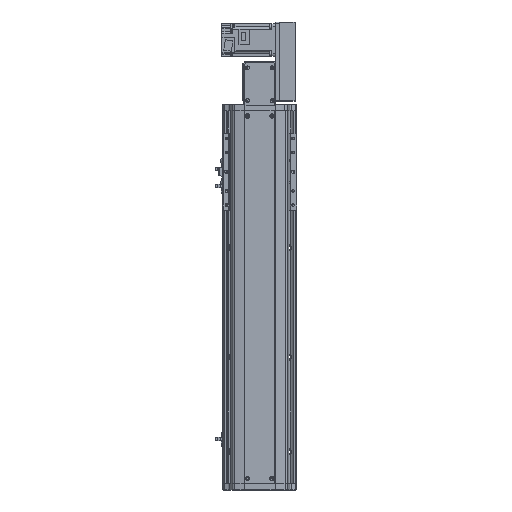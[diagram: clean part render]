
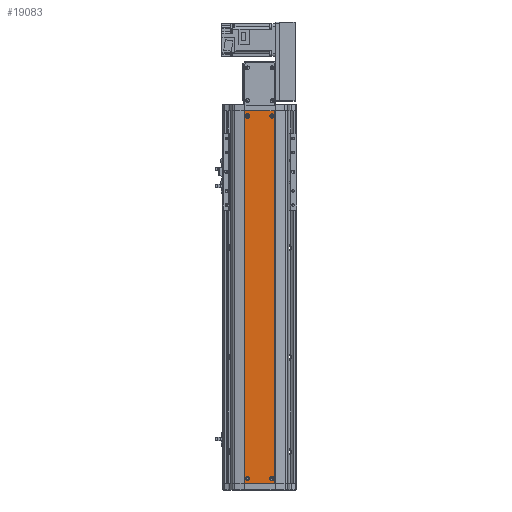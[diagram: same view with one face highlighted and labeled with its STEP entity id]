
A CAD part, top view. The second image highlights one B-rep face of the part: STEP entity #19083.
In plain terms, the highlighted face is planar.
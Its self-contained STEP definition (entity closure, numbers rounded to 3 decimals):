
#286 = CARTESIAN_POINT ( 'NONE',  ( 22.5, 86., 10. ) ) ;
#435 = CARTESIAN_POINT ( 'NONE',  ( 0., 86., 683. ) ) ;
#475 = CIRCLE ( 'NONE', #30463, 4. ) ;
#726 = DIRECTION ( 'NONE',  ( 0., 0., -1. ) ) ;
#1082 = EDGE_CURVE ( 'NONE', #6855, #11299, #25691, .T. ) ;
#2398 = AXIS2_PLACEMENT_3D ( 'NONE', #435, #22169, #3580 ) ;
#3243 = FACE_BOUND ( 'NONE', #35952, .T. ) ;
#3429 = DIRECTION ( 'NONE',  ( 0., 0., -1. ) ) ;
#3580 = DIRECTION ( 'NONE',  ( 0., 0., -1. ) ) ;
#5454 = EDGE_CURVE ( 'NONE', #39841, #20410, #38011, .T. ) ;
#5718 = DIRECTION ( 'NONE',  ( 0., -1., 0. ) ) ;
#5762 = CARTESIAN_POINT ( 'NONE',  ( -22.5, 86., 10. ) ) ;
#6438 = CARTESIAN_POINT ( 'NONE',  ( 22.5, 86., 10. ) ) ;
#6597 = DIRECTION ( 'NONE',  ( 0., -1., 0. ) ) ;
#6730 = ORIENTED_EDGE ( 'NONE', *, *, #22820, .T. ) ;
#6795 = EDGE_CURVE ( 'NONE', #11299, #6855, #31600, .T. ) ;
#6855 = VERTEX_POINT ( 'NONE', #12674 ) ;
#7651 = CIRCLE ( 'NONE', #29848, 4. ) ;
#8882 = DIRECTION ( 'NONE',  ( 0., 0., -1. ) ) ;
#8996 = DIRECTION ( 'NONE',  ( 0., 0., -1. ) ) ;
#9149 = DIRECTION ( 'NONE',  ( -1., 0., 0. ) ) ;
#9547 = DIRECTION ( 'NONE',  ( 0., 0., -1. ) ) ;
#9905 = AXIS2_PLACEMENT_3D ( 'NONE', #5762, #27500, #8882 ) ;
#10121 = EDGE_CURVE ( 'NONE', #26753, #22821, #21320, .T. ) ;
#10200 = CARTESIAN_POINT ( 'NONE',  ( 22.5, 86., 669. ) ) ;
#10377 = DIRECTION ( 'NONE',  ( 0., -1., 0. ) ) ;
#11299 = VERTEX_POINT ( 'NONE', #27115 ) ;
#11496 = FACE_BOUND ( 'NONE', #34070, .T. ) ;
#12639 = AXIS2_PLACEMENT_3D ( 'NONE', #24330, #5718, #27446 ) ;
#12674 = CARTESIAN_POINT ( 'NONE',  ( 22.5, 86., 6. ) ) ;
#12802 = CIRCLE ( 'NONE', #21268, 4. ) ;
#12935 = ORIENTED_EDGE ( 'NONE', *, *, #5454, .T. ) ;
#14213 = DIRECTION ( 'NONE',  ( -1., 0., 0. ) ) ;
#14803 = CARTESIAN_POINT ( 'NONE',  ( -27.376, 86., 683. ) ) ;
#15540 = ORIENTED_EDGE ( 'NONE', *, *, #1082, .T. ) ;
#15664 = VERTEX_POINT ( 'NONE', #16541 ) ;
#15680 = LINE ( 'NONE', #14803, #22995 ) ;
#15813 = EDGE_LOOP ( 'NONE', ( #39070, #37435 ) ) ;
#15898 = PLANE ( 'NONE',  #2398 ) ;
#16541 = CARTESIAN_POINT ( 'NONE',  ( -22.5, 86., 677. ) ) ;
#17540 = EDGE_LOOP ( 'NONE', ( #27336, #26863 ) ) ;
#17699 = VECTOR ( 'NONE', #14213, 1000. ) ;
#17753 = CARTESIAN_POINT ( 'NONE',  ( 22.5, 86., 673. ) ) ;
#18503 = CARTESIAN_POINT ( 'NONE',  ( 0., 86., 0. ) ) ;
#18779 = FACE_OUTER_BOUND ( 'NONE', #35391, .T. ) ;
#19083 = ADVANCED_FACE ( 'NONE', ( #35329, #3243, #27059, #11496, #18779 ), #15898, .F. ) ;
#19305 = DIRECTION ( 'NONE',  ( 0., -1., 0. ) ) ;
#20410 = VERTEX_POINT ( 'NONE', #22622 ) ;
#20909 = DIRECTION ( 'NONE',  ( 0., 0., -1. ) ) ;
#21268 = AXIS2_PLACEMENT_3D ( 'NONE', #37942, #19305, #726 ) ;
#21320 = CIRCLE ( 'NONE', #9905, 4. ) ;
#21506 = VECTOR ( 'NONE', #9149, 1000. ) ;
#21793 = CIRCLE ( 'NONE', #12639, 4. ) ;
#22032 = DIRECTION ( 'NONE',  ( 0., -1., 0. ) ) ;
#22154 = EDGE_CURVE ( 'NONE', #22821, #26753, #21793, .T. ) ;
#22169 = DIRECTION ( 'NONE',  ( 0., -1., 0. ) ) ;
#22622 = CARTESIAN_POINT ( 'NONE',  ( -27.376, 86., 0. ) ) ;
#22820 = EDGE_CURVE ( 'NONE', #23127, #15664, #7651, .T. ) ;
#22821 = VERTEX_POINT ( 'NONE', #31337 ) ;
#22995 = VECTOR ( 'NONE', #39656, 1000. ) ;
#23127 = VERTEX_POINT ( 'NONE', #32937 ) ;
#24129 = AXIS2_PLACEMENT_3D ( 'NONE', #6438, #28183, #9547 ) ;
#24330 = CARTESIAN_POINT ( 'NONE',  ( -22.5, 86., 10. ) ) ;
#24443 = VECTOR ( 'NONE', #8996, 1000. ) ;
#24505 = CARTESIAN_POINT ( 'NONE',  ( 27.376, 86., 683. ) ) ;
#24914 = EDGE_CURVE ( 'NONE', #33480, #33089, #36707, .T. ) ;
#25113 = ORIENTED_EDGE ( 'NONE', *, *, #32861, .T. ) ;
#25182 = ORIENTED_EDGE ( 'NONE', *, *, #39932, .F. ) ;
#25214 = CARTESIAN_POINT ( 'NONE',  ( -22.5, 86., 673. ) ) ;
#25691 = CIRCLE ( 'NONE', #26485, 4. ) ;
#26485 = AXIS2_PLACEMENT_3D ( 'NONE', #286, #22032, #3429 ) ;
#26499 = ORIENTED_EDGE ( 'NONE', *, *, #6795, .T. ) ;
#26753 = VERTEX_POINT ( 'NONE', #27271 ) ;
#26863 = ORIENTED_EDGE ( 'NONE', *, *, #10121, .T. ) ;
#26896 = CARTESIAN_POINT ( 'NONE',  ( -27.376, 86., 683. ) ) ;
#27059 = FACE_BOUND ( 'NONE', #15813, .T. ) ;
#27115 = CARTESIAN_POINT ( 'NONE',  ( 22.5, 86., 14. ) ) ;
#27271 = CARTESIAN_POINT ( 'NONE',  ( -22.5, 86., 6. ) ) ;
#27336 = ORIENTED_EDGE ( 'NONE', *, *, #22154, .T. ) ;
#27446 = DIRECTION ( 'NONE',  ( 0., 0., -1. ) ) ;
#27500 = DIRECTION ( 'NONE',  ( 0., -1., 0. ) ) ;
#28183 = DIRECTION ( 'NONE',  ( 0., -1., 0. ) ) ;
#28341 = DIRECTION ( 'NONE',  ( 0., 0., -1. ) ) ;
#28762 = ORIENTED_EDGE ( 'NONE', *, *, #28835, .F. ) ;
#28835 = EDGE_CURVE ( 'NONE', #35122, #36114, #34302, .T. ) ;
#28990 = CARTESIAN_POINT ( 'NONE',  ( -22.5, 86., 673. ) ) ;
#29848 = AXIS2_PLACEMENT_3D ( 'NONE', #25214, #6597, #28341 ) ;
#30463 = AXIS2_PLACEMENT_3D ( 'NONE', #28990, #10377, #32136 ) ;
#31337 = CARTESIAN_POINT ( 'NONE',  ( -22.5, 86., 14. ) ) ;
#31600 = CIRCLE ( 'NONE', #24129, 4. ) ;
#31731 = LINE ( 'NONE', #24505, #24443 ) ;
#32136 = DIRECTION ( 'NONE',  ( 0., 0., -1. ) ) ;
#32559 = EDGE_CURVE ( 'NONE', #15664, #23127, #475, .T. ) ;
#32861 = EDGE_CURVE ( 'NONE', #35122, #39841, #31731, .T. ) ;
#32937 = CARTESIAN_POINT ( 'NONE',  ( -22.5, 86., 669. ) ) ;
#33089 = VERTEX_POINT ( 'NONE', #10200 ) ;
#33480 = VERTEX_POINT ( 'NONE', #34634 ) ;
#34070 = EDGE_LOOP ( 'NONE', ( #34518, #6730 ) ) ;
#34302 = LINE ( 'NONE', #35979, #17699 ) ;
#34518 = ORIENTED_EDGE ( 'NONE', *, *, #32559, .T. ) ;
#34618 = AXIS2_PLACEMENT_3D ( 'NONE', #17753, #39491, #20909 ) ;
#34634 = CARTESIAN_POINT ( 'NONE',  ( 22.5, 86., 677. ) ) ;
#35122 = VERTEX_POINT ( 'NONE', #36212 ) ;
#35329 = FACE_BOUND ( 'NONE', #17540, .T. ) ;
#35391 = EDGE_LOOP ( 'NONE', ( #12935, #25182, #28762, #25113 ) ) ;
#35893 = CARTESIAN_POINT ( 'NONE',  ( 27.376, 86., 0. ) ) ;
#35952 = EDGE_LOOP ( 'NONE', ( #26499, #15540 ) ) ;
#35979 = CARTESIAN_POINT ( 'NONE',  ( 0., 86., 683. ) ) ;
#36114 = VERTEX_POINT ( 'NONE', #26896 ) ;
#36212 = CARTESIAN_POINT ( 'NONE',  ( 27.376, 86., 683. ) ) ;
#36707 = CIRCLE ( 'NONE', #34618, 4. ) ;
#37435 = ORIENTED_EDGE ( 'NONE', *, *, #39602, .T. ) ;
#37942 = CARTESIAN_POINT ( 'NONE',  ( 22.5, 86., 673. ) ) ;
#38011 = LINE ( 'NONE', #18503, #21506 ) ;
#39070 = ORIENTED_EDGE ( 'NONE', *, *, #24914, .T. ) ;
#39491 = DIRECTION ( 'NONE',  ( 0., -1., 0. ) ) ;
#39602 = EDGE_CURVE ( 'NONE', #33089, #33480, #12802, .T. ) ;
#39656 = DIRECTION ( 'NONE',  ( 0., 0., -1. ) ) ;
#39841 = VERTEX_POINT ( 'NONE', #35893 ) ;
#39932 = EDGE_CURVE ( 'NONE', #36114, #20410, #15680, .T. ) ;
